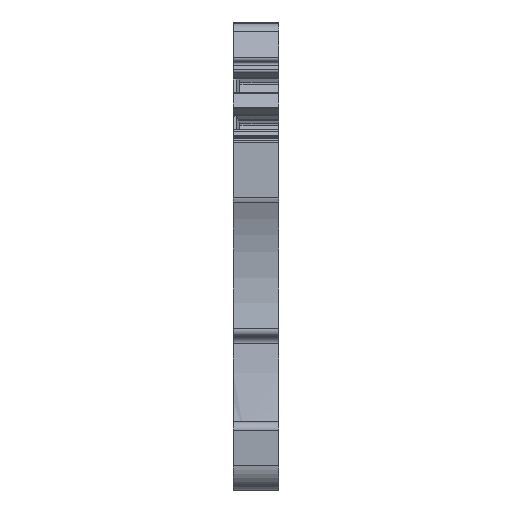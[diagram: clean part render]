
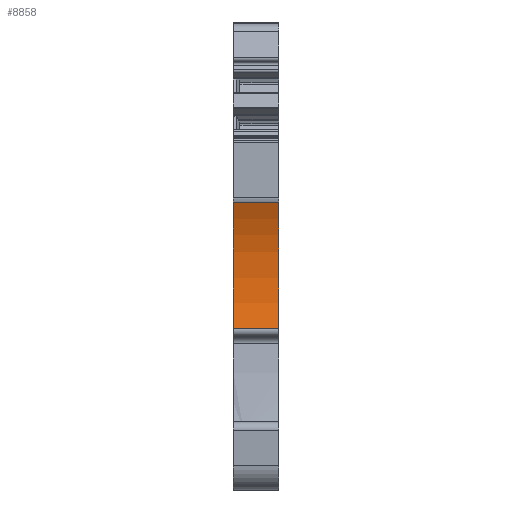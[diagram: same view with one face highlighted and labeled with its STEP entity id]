
A CAD part, front view. The second image highlights one B-rep face of the part: STEP entity #8858.
In plain terms, the highlighted cylindrical face has radius 15 mm (diameter 30 mm), a partial arc.
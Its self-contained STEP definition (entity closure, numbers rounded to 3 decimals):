
#1793=AXIS2_PLACEMENT_3D('Circle Axis2P3D',#1791,#1792,$) ;
#1800=AXIS2_PLACEMENT_3D('Circle Axis2P3D',#1798,#1799,$) ;
#4770=AXIS2_PLACEMENT_3D('Circle Axis2P3D',#4768,#4769,$) ;
#4777=AXIS2_PLACEMENT_3D('Circle Axis2P3D',#4775,#4776,$) ;
#8843=AXIS2_PLACEMENT_3D('Cylinder Axis2P3D',#8840,#8841,#8842) ;
#1788=CARTESIAN_POINT('Vertex',(3.5,0.083,22.297)) ;
#1791=CARTESIAN_POINT('Axis2P3D Location',(3.5,-13.679,16.328)) ;
#1795=CARTESIAN_POINT('Vertex',(3.5,1.171,18.445)) ;
#1798=CARTESIAN_POINT('Axis2P3D Location',(3.5,-13.679,16.328)) ;
#1802=CARTESIAN_POINT('Vertex',(3.5,0.831,12.527)) ;
#4765=CARTESIAN_POINT('Vertex',(0.,0.831,12.527)) ;
#4768=CARTESIAN_POINT('Axis2P3D Location',(0.,-13.679,16.328)) ;
#4772=CARTESIAN_POINT('Vertex',(0.,1.171,18.445)) ;
#4775=CARTESIAN_POINT('Axis2P3D Location',(0.,-13.679,16.328)) ;
#4779=CARTESIAN_POINT('Vertex',(0.,0.083,22.297)) ;
#8827=CARTESIAN_POINT('Line Origine',(1.75,0.083,22.297)) ;
#8840=CARTESIAN_POINT('Axis2P3D Location',(1.75,-13.679,16.328)) ;
#8845=CARTESIAN_POINT('Line Origine',(1.75,0.831,12.527)) ;
#1792=DIRECTION('Axis2P3D Direction',(-1.,0.,0.)) ;
#1799=DIRECTION('Axis2P3D Direction',(-1.,0.,0.)) ;
#4769=DIRECTION('Axis2P3D Direction',(-1.,0.,0.)) ;
#4776=DIRECTION('Axis2P3D Direction',(-1.,0.,0.)) ;
#8828=DIRECTION('Vector Direction',(-1.,0.,0.)) ;
#8841=DIRECTION('Axis2P3D Direction',(-1.,0.,0.)) ;
#8842=DIRECTION('Axis2P3D XDirection',(0.,0.917,0.398)) ;
#8846=DIRECTION('Vector Direction',(-1.,0.,0.)) ;
#8829=VECTOR('Line Direction',#8828,1.) ;
#8847=VECTOR('Line Direction',#8846,1.) ;
#8851=ORIENTED_EDGE('',*,*,#1797,.T.) ;
#8852=ORIENTED_EDGE('',*,*,#8831,.T.) ;
#8853=ORIENTED_EDGE('',*,*,#4781,.F.) ;
#8854=ORIENTED_EDGE('',*,*,#4774,.F.) ;
#8855=ORIENTED_EDGE('',*,*,#8849,.F.) ;
#8856=ORIENTED_EDGE('',*,*,#1804,.T.) ;
#8858=ADVANCED_FACE('KLTR ZDU1.5/4AN.1\\KLTR',(#8857),#8844,.F.) ;
#1794=CIRCLE('generated circle',#1793,15.) ;
#1801=CIRCLE('generated circle',#1800,15.) ;
#4771=CIRCLE('generated circle',#4770,15.) ;
#4778=CIRCLE('generated circle',#4777,15.) ;
#8844=CYLINDRICAL_SURFACE('generated cylinder',#8843,15.) ;
#1797=EDGE_CURVE('',#1796,#1789,#1794,.F.) ;
#1804=EDGE_CURVE('',#1803,#1796,#1801,.F.) ;
#4774=EDGE_CURVE('',#4766,#4773,#4771,.F.) ;
#4781=EDGE_CURVE('',#4773,#4780,#4778,.F.) ;
#8831=EDGE_CURVE('',#1789,#4780,#8830,.T.) ;
#8849=EDGE_CURVE('',#1803,#4766,#8848,.T.) ;
#8850=EDGE_LOOP('',(#8851,#8852,#8853,#8854,#8855,#8856)) ;
#8857=FACE_OUTER_BOUND('',#8850,.T.) ;
#8830=LINE('Line',#8827,#8829) ;
#8848=LINE('Line',#8845,#8847) ;
#1789=VERTEX_POINT('',#1788) ;
#1796=VERTEX_POINT('',#1795) ;
#1803=VERTEX_POINT('',#1802) ;
#4766=VERTEX_POINT('',#4765) ;
#4773=VERTEX_POINT('',#4772) ;
#4780=VERTEX_POINT('',#4779) ;
